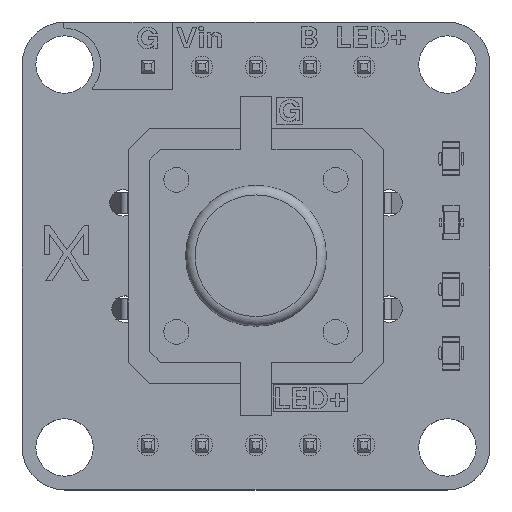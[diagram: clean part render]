
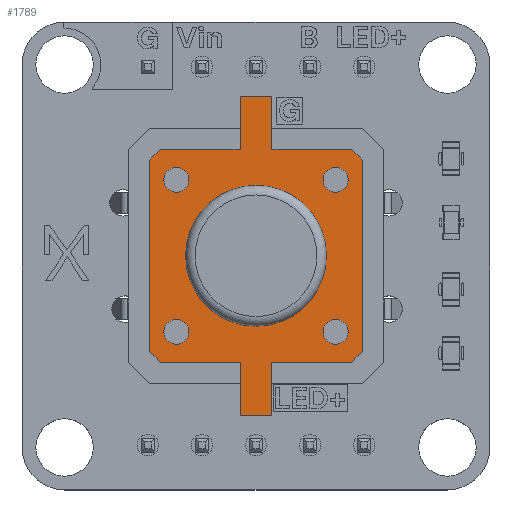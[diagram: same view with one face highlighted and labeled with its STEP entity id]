
A CAD part, top view. The second image highlights one B-rep face of the part: STEP entity #1789.
In plain terms, the highlighted planar face has unit normal (0, 0, 1).
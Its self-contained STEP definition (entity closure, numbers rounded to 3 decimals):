
#1753 = EDGE_CURVE('',#1754,#1756,#1758,.T.);
#1754 = VERTEX_POINT('',#1755);
#1755 = CARTESIAN_POINT('',(4.5,5.,0.8));
#1756 = VERTEX_POINT('',#1757);
#1757 = CARTESIAN_POINT('',(5.,4.5,0.8));
#1758 = LINE('',#1759,#1760);
#1759 = CARTESIAN_POINT('',(4.75,4.75,0.8));
#1760 = VECTOR('',#1761,1.);
#1761 = DIRECTION('',(0.707,-0.707,0.));
#1789 = ADVANCED_FACE('',(#1790,#1911,#1922,#1933,#1944,#1955),#1966,.T.
  );
#1790 = FACE_BOUND('',#1791,.T.);
#1791 = EDGE_LOOP('',(#1792,#1793,#1801,#1809,#1817,#1825,#1833,#1841,
    #1849,#1857,#1865,#1873,#1881,#1889,#1897,#1905));
#1792 = ORIENTED_EDGE('',*,*,#1753,.F.);
#1793 = ORIENTED_EDGE('',*,*,#1794,.T.);
#1794 = EDGE_CURVE('',#1754,#1795,#1797,.T.);
#1795 = VERTEX_POINT('',#1796);
#1796 = CARTESIAN_POINT('',(-4.5,5.,0.8));
#1797 = LINE('',#1798,#1799);
#1798 = CARTESIAN_POINT('',(5.,5.,0.8));
#1799 = VECTOR('',#1800,1.);
#1800 = DIRECTION('',(-1.,0.,0.));
#1801 = ORIENTED_EDGE('',*,*,#1802,.F.);
#1802 = EDGE_CURVE('',#1803,#1795,#1805,.T.);
#1803 = VERTEX_POINT('',#1804);
#1804 = CARTESIAN_POINT('',(-5.,4.5,0.8));
#1805 = LINE('',#1806,#1807);
#1806 = CARTESIAN_POINT('',(-4.75,4.75,0.8));
#1807 = VECTOR('',#1808,1.);
#1808 = DIRECTION('',(0.707,0.707,0.));
#1809 = ORIENTED_EDGE('',*,*,#1810,.T.);
#1810 = EDGE_CURVE('',#1803,#1811,#1813,.T.);
#1811 = VERTEX_POINT('',#1812);
#1812 = CARTESIAN_POINT('',(-5.,0.75,0.8));
#1813 = LINE('',#1814,#1815);
#1814 = CARTESIAN_POINT('',(-5.,5.,0.8));
#1815 = VECTOR('',#1816,1.);
#1816 = DIRECTION('',(0.,-1.,0.));
#1817 = ORIENTED_EDGE('',*,*,#1818,.F.);
#1818 = EDGE_CURVE('',#1819,#1811,#1821,.T.);
#1819 = VERTEX_POINT('',#1820);
#1820 = CARTESIAN_POINT('',(-7.5,0.75,0.8));
#1821 = LINE('',#1822,#1823);
#1822 = CARTESIAN_POINT('',(5.,0.75,0.8));
#1823 = VECTOR('',#1824,1.);
#1824 = DIRECTION('',(1.,0.,0.));
#1825 = ORIENTED_EDGE('',*,*,#1826,.F.);
#1826 = EDGE_CURVE('',#1827,#1819,#1829,.T.);
#1827 = VERTEX_POINT('',#1828);
#1828 = CARTESIAN_POINT('',(-7.5,-0.75,0.8));
#1829 = LINE('',#1830,#1831);
#1830 = CARTESIAN_POINT('',(-7.5,0.75,0.8));
#1831 = VECTOR('',#1832,1.);
#1832 = DIRECTION('',(0.,1.,0.));
#1833 = ORIENTED_EDGE('',*,*,#1834,.T.);
#1834 = EDGE_CURVE('',#1827,#1835,#1837,.T.);
#1835 = VERTEX_POINT('',#1836);
#1836 = CARTESIAN_POINT('',(-5.,-0.75,0.8));
#1837 = LINE('',#1838,#1839);
#1838 = CARTESIAN_POINT('',(5.,-0.75,0.8));
#1839 = VECTOR('',#1840,1.);
#1840 = DIRECTION('',(1.,0.,0.));
#1841 = ORIENTED_EDGE('',*,*,#1842,.T.);
#1842 = EDGE_CURVE('',#1835,#1843,#1845,.T.);
#1843 = VERTEX_POINT('',#1844);
#1844 = CARTESIAN_POINT('',(-5.,-4.5,0.8));
#1845 = LINE('',#1846,#1847);
#1846 = CARTESIAN_POINT('',(-5.,5.,0.8));
#1847 = VECTOR('',#1848,1.);
#1848 = DIRECTION('',(0.,-1.,0.));
#1849 = ORIENTED_EDGE('',*,*,#1850,.F.);
#1850 = EDGE_CURVE('',#1851,#1843,#1853,.T.);
#1851 = VERTEX_POINT('',#1852);
#1852 = CARTESIAN_POINT('',(-4.5,-5.,0.8));
#1853 = LINE('',#1854,#1855);
#1854 = CARTESIAN_POINT('',(-4.75,-4.75,0.8));
#1855 = VECTOR('',#1856,1.);
#1856 = DIRECTION('',(-0.707,0.707,0.));
#1857 = ORIENTED_EDGE('',*,*,#1858,.T.);
#1858 = EDGE_CURVE('',#1851,#1859,#1861,.T.);
#1859 = VERTEX_POINT('',#1860);
#1860 = CARTESIAN_POINT('',(4.5,-5.,0.8));
#1861 = LINE('',#1862,#1863);
#1862 = CARTESIAN_POINT('',(-5.,-5.,0.8));
#1863 = VECTOR('',#1864,1.);
#1864 = DIRECTION('',(1.,0.,0.));
#1865 = ORIENTED_EDGE('',*,*,#1866,.F.);
#1866 = EDGE_CURVE('',#1867,#1859,#1869,.T.);
#1867 = VERTEX_POINT('',#1868);
#1868 = CARTESIAN_POINT('',(5.,-4.5,0.8));
#1869 = LINE('',#1870,#1871);
#1870 = CARTESIAN_POINT('',(4.75,-4.75,0.8));
#1871 = VECTOR('',#1872,1.);
#1872 = DIRECTION('',(-0.707,-0.707,0.));
#1873 = ORIENTED_EDGE('',*,*,#1874,.T.);
#1874 = EDGE_CURVE('',#1867,#1875,#1877,.T.);
#1875 = VERTEX_POINT('',#1876);
#1876 = CARTESIAN_POINT('',(5.,-0.75,0.8));
#1877 = LINE('',#1878,#1879);
#1878 = CARTESIAN_POINT('',(5.,-5.,0.8));
#1879 = VECTOR('',#1880,1.);
#1880 = DIRECTION('',(0.,1.,0.));
#1881 = ORIENTED_EDGE('',*,*,#1882,.T.);
#1882 = EDGE_CURVE('',#1875,#1883,#1885,.T.);
#1883 = VERTEX_POINT('',#1884);
#1884 = CARTESIAN_POINT('',(7.5,-0.75,0.8));
#1885 = LINE('',#1886,#1887);
#1886 = CARTESIAN_POINT('',(5.,-0.75,0.8));
#1887 = VECTOR('',#1888,1.);
#1888 = DIRECTION('',(1.,0.,0.));
#1889 = ORIENTED_EDGE('',*,*,#1890,.F.);
#1890 = EDGE_CURVE('',#1891,#1883,#1893,.T.);
#1891 = VERTEX_POINT('',#1892);
#1892 = CARTESIAN_POINT('',(7.5,0.75,0.8));
#1893 = LINE('',#1894,#1895);
#1894 = CARTESIAN_POINT('',(7.5,0.75,0.8));
#1895 = VECTOR('',#1896,1.);
#1896 = DIRECTION('',(0.,-1.,0.));
#1897 = ORIENTED_EDGE('',*,*,#1898,.F.);
#1898 = EDGE_CURVE('',#1899,#1891,#1901,.T.);
#1899 = VERTEX_POINT('',#1900);
#1900 = CARTESIAN_POINT('',(5.,0.75,0.8));
#1901 = LINE('',#1902,#1903);
#1902 = CARTESIAN_POINT('',(5.,0.75,0.8));
#1903 = VECTOR('',#1904,1.);
#1904 = DIRECTION('',(1.,0.,0.));
#1905 = ORIENTED_EDGE('',*,*,#1906,.T.);
#1906 = EDGE_CURVE('',#1899,#1756,#1907,.T.);
#1907 = LINE('',#1908,#1909);
#1908 = CARTESIAN_POINT('',(5.,-5.,0.8));
#1909 = VECTOR('',#1910,1.);
#1910 = DIRECTION('',(0.,1.,0.));
#1911 = FACE_BOUND('',#1912,.T.);
#1912 = EDGE_LOOP('',(#1913));
#1913 = ORIENTED_EDGE('',*,*,#1914,.F.);
#1914 = EDGE_CURVE('',#1915,#1915,#1917,.T.);
#1915 = VERTEX_POINT('',#1916);
#1916 = CARTESIAN_POINT('',(-4.159,-3.745,0.8));
#1917 = CIRCLE('',#1918,0.585);
#1918 = AXIS2_PLACEMENT_3D('',#1919,#1920,#1921);
#1919 = CARTESIAN_POINT('',(-3.574,-3.745,0.8));
#1920 = DIRECTION('',(0.,0.,1.));
#1921 = DIRECTION('',(1.,0.,-0.));
#1922 = FACE_BOUND('',#1923,.T.);
#1923 = EDGE_LOOP('',(#1924));
#1924 = ORIENTED_EDGE('',*,*,#1925,.F.);
#1925 = EDGE_CURVE('',#1926,#1926,#1928,.T.);
#1926 = VERTEX_POINT('',#1927);
#1927 = CARTESIAN_POINT('',(2.989,-3.745,0.8));
#1928 = CIRCLE('',#1929,0.585);
#1929 = AXIS2_PLACEMENT_3D('',#1930,#1931,#1932);
#1930 = CARTESIAN_POINT('',(3.574,-3.745,0.8));
#1931 = DIRECTION('',(0.,0.,1.));
#1932 = DIRECTION('',(1.,0.,-0.));
#1933 = FACE_BOUND('',#1934,.T.);
#1934 = EDGE_LOOP('',(#1935));
#1935 = ORIENTED_EDGE('',*,*,#1936,.F.);
#1936 = EDGE_CURVE('',#1937,#1937,#1939,.T.);
#1937 = VERTEX_POINT('',#1938);
#1938 = CARTESIAN_POINT('',(2.989,3.745,0.8));
#1939 = CIRCLE('',#1940,0.585);
#1940 = AXIS2_PLACEMENT_3D('',#1941,#1942,#1943);
#1941 = CARTESIAN_POINT('',(3.574,3.745,0.8));
#1942 = DIRECTION('',(0.,0.,1.));
#1943 = DIRECTION('',(1.,0.,-0.));
#1944 = FACE_BOUND('',#1945,.T.);
#1945 = EDGE_LOOP('',(#1946));
#1946 = ORIENTED_EDGE('',*,*,#1947,.F.);
#1947 = EDGE_CURVE('',#1948,#1948,#1950,.T.);
#1948 = VERTEX_POINT('',#1949);
#1949 = CARTESIAN_POINT('',(-4.159,3.745,0.8));
#1950 = CIRCLE('',#1951,0.585);
#1951 = AXIS2_PLACEMENT_3D('',#1952,#1953,#1954);
#1952 = CARTESIAN_POINT('',(-3.574,3.745,0.8));
#1953 = DIRECTION('',(0.,0.,1.));
#1954 = DIRECTION('',(1.,0.,-0.));
#1955 = FACE_BOUND('',#1956,.T.);
#1956 = EDGE_LOOP('',(#1957));
#1957 = ORIENTED_EDGE('',*,*,#1958,.F.);
#1958 = EDGE_CURVE('',#1959,#1959,#1961,.T.);
#1959 = VERTEX_POINT('',#1960);
#1960 = CARTESIAN_POINT('',(3.311,0.,0.8));
#1961 = CIRCLE('',#1962,3.311);
#1962 = AXIS2_PLACEMENT_3D('',#1963,#1964,#1965);
#1963 = CARTESIAN_POINT('',(0.,0.,0.8));
#1964 = DIRECTION('',(0.,0.,1.));
#1965 = DIRECTION('',(-1.,0.,0.));
#1966 = PLANE('',#1967);
#1967 = AXIS2_PLACEMENT_3D('',#1968,#1969,#1970);
#1968 = CARTESIAN_POINT('',(0.,0.,0.8));
#1969 = DIRECTION('',(0.,0.,1.));
#1970 = DIRECTION('',(1.,0.,-0.));
